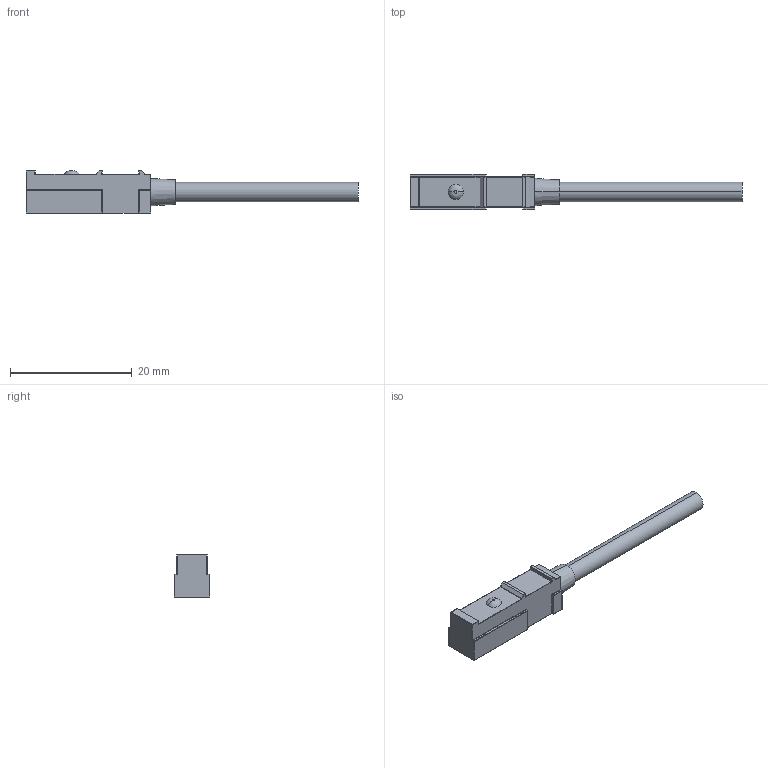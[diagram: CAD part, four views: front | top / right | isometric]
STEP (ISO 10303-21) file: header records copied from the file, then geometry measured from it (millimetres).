
FILE_DESCRIPTION (( 'STEP AP203' ), '1' );
FILE_NAME ('MR-C12.STEP', '2018-08-08T07:34:10', ( 'XiaZaiMa.COM' ), ( 'Win10NeT.COM' ), 'SwSTEP 2.0', 'SolidWorks 2016', '' );
FILE_SCHEMA (( 'CONFIG_CONTROL_DESIGN' ));
Length unit declared in the file: millimetre
Products named in the file (1): MR-C12
Bounding box: 54.5 x 5.8 x 7 mm (x, y, z)
Volume: 1009.1 mm3; surface area: 933.8 mm2
Topology: 1 solids, 1 shells, 146 faces, 334 edges, 166 vertices
Faces by surface type: cylinder 74, plane 33, bspline 14, sphere 13, torus 10, cone 2
Entity records: 4022 total; most frequent: CARTESIAN_POINT 999, DIRECTION 626, ORIENTED_EDGE 614, EDGE_CURVE 307, AXIS2_PLACEMENT_3D 233, VERTEX_POINT 166, VECTOR 160, LINE 160
